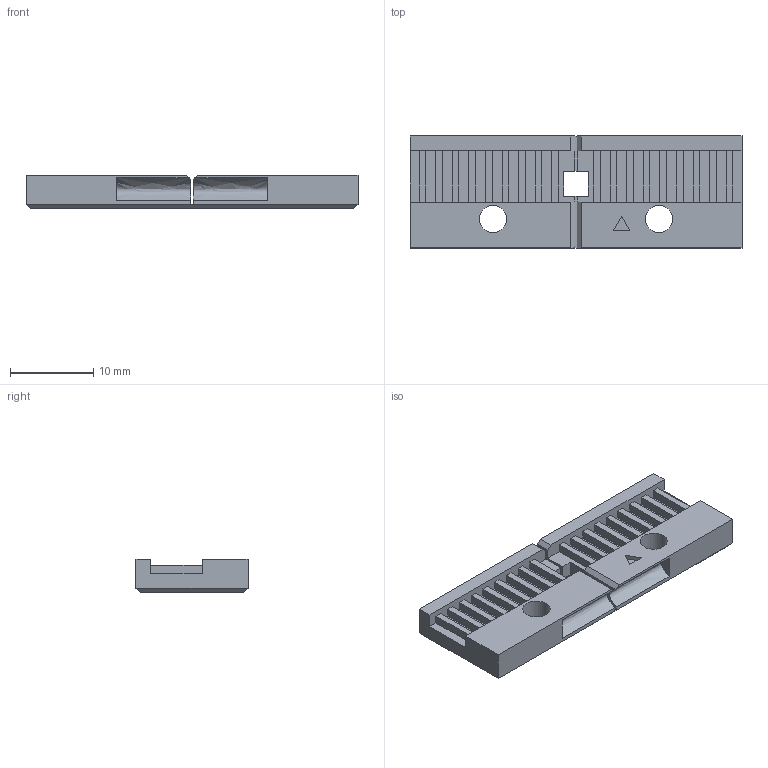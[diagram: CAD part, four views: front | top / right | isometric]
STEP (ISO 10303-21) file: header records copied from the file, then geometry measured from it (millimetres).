
FILE_DESCRIPTION(/* description */ ('belt-clamp'),/* implementation_level */ '2;1');
FILE_NAME(/* name */ 'belt-clamp.stp',/* time_stamp */ '2023-12-19T13:20:08+01:00',/* author */ ('Dominik Tebich'),/* organization */ (''),/* preprocessor_version */ 'ST-DEVELOPER v19.2',/* originating_system */ 'Autodesk Inventor 2023',/* authorisation */ '');
FILE_SCHEMA (('AUTOMOTIVE_DESIGN { 1 0 10303 214 3 1 1 }'));
Length unit declared in the file: millimetre
Products named in the file (1): belt-clamP
Bounding box: 40 x 13.5 x 4 mm (x, y, z)
Volume: 1672.6 mm3; surface area: 1916.9 mm2
Topology: 1 solids, 1 shells, 123 faces, 347 edges, 226 vertices
Faces by surface type: plane 119, bspline 2, cylinder 2
Full cylindrical faces by diameter (mm): 3.3 x2
Entity records: 3952 total; most frequent: CARTESIAN_POINT 735, ORIENTED_EDGE 694, DIRECTION 589, EDGE_CURVE 347, LINE 337, VECTOR 337, VERTEX_POINT 226, EDGE_LOOP 129
